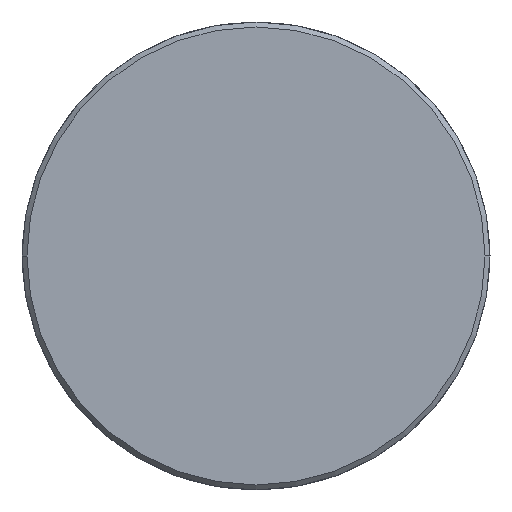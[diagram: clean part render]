
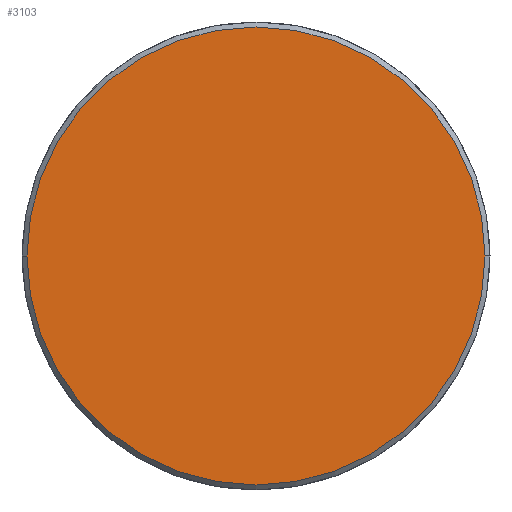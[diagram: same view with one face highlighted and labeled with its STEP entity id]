
A CAD part, left-side view. The second image highlights one B-rep face of the part: STEP entity #3103.
In plain terms, the highlighted planar face has unit normal (-1, 0, 0).
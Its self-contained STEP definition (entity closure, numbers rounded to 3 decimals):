
#33 = CARTESIAN_POINT ( 'NONE',  ( -410.9, -92., 0. ) ) ;
#67 = CIRCLE ( 'NONE', #1704, 92. ) ;
#98 = CARTESIAN_POINT ( 'NONE',  ( -410.9, 0., 0. ) ) ;
#683 = EDGE_CURVE ( 'NONE', #2073, #3323, #67, .T. ) ;
#691 = FACE_OUTER_BOUND ( 'NONE', #1543, .T. ) ;
#889 = DIRECTION ( 'NONE',  ( -1., 0., 0. ) ) ;
#1114 = DIRECTION ( 'NONE',  ( 0., 1., 0. ) ) ;
#1359 = DIRECTION ( 'NONE',  ( -1., 0., 0. ) ) ;
#1543 = EDGE_LOOP ( 'NONE', ( #2310, #2282 ) ) ;
#1704 = AXIS2_PLACEMENT_3D ( 'NONE', #98, #1359, #1114 ) ;
#1729 = DIRECTION ( 'NONE',  ( 1., 0., 0. ) ) ;
#1981 = DIRECTION ( 'NONE',  ( 0., 0., -1. ) ) ;
#1991 = CIRCLE ( 'NONE', #2580, 92. ) ;
#2073 = VERTEX_POINT ( 'NONE', #3025 ) ;
#2282 = ORIENTED_EDGE ( 'NONE', *, *, #2406, .T. ) ;
#2310 = ORIENTED_EDGE ( 'NONE', *, *, #683, .T. ) ;
#2326 = AXIS2_PLACEMENT_3D ( 'NONE', #2788, #1729, #1981 ) ;
#2406 = EDGE_CURVE ( 'NONE', #3323, #2073, #1991, .T. ) ;
#2447 = DIRECTION ( 'NONE',  ( 0., 1., 0. ) ) ;
#2526 = PLANE ( 'NONE',  #2326 ) ;
#2580 = AXIS2_PLACEMENT_3D ( 'NONE', #2688, #889, #2447 ) ;
#2688 = CARTESIAN_POINT ( 'NONE',  ( -410.9, 0., 0. ) ) ;
#2788 = CARTESIAN_POINT ( 'NONE',  ( -410.9, -93.104, 93.104 ) ) ;
#3025 = CARTESIAN_POINT ( 'NONE',  ( -410.9, 92., 0. ) ) ;
#3103 = ADVANCED_FACE ( 'NONE', ( #691 ), #2526, .F. ) ;
#3323 = VERTEX_POINT ( 'NONE', #33 ) ;
